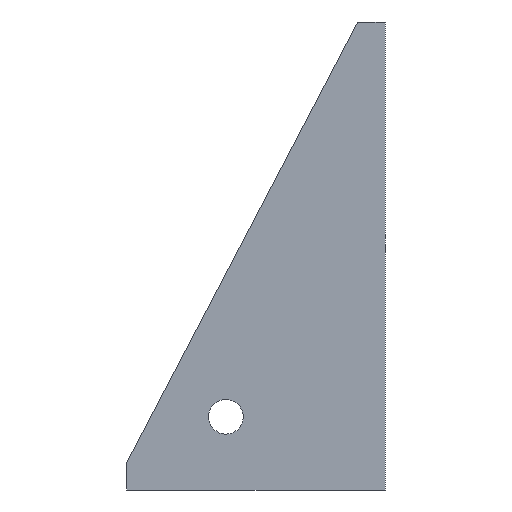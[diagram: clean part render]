
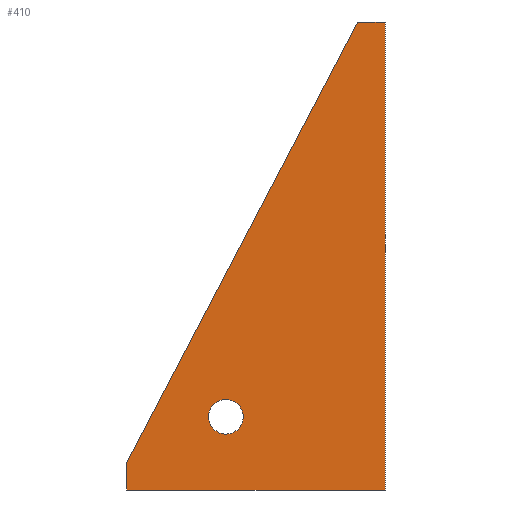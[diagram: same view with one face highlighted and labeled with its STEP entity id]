
A CAD part, front view. The second image highlights one B-rep face of the part: STEP entity #410.
In plain terms, the highlighted planar face has unit normal (0, -1, 0).
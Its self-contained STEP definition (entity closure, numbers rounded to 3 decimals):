
#17=CARTESIAN_POINT('',(0.,0.,0.));
#18=DIRECTION('',(0.,-1.,0.));
#19=DIRECTION('',(1.,0.,0.));
#20=AXIS2_PLACEMENT_3D('',#17,#18,#19);
#26=CARTESIAN_POINT('',(0.,0.,0.));
#27=DIRECTION('',(0.,-1.,0.));
#28=DIRECTION('',(-1.,0.,0.));
#29=AXIS2_PLACEMENT_3D('',#26,#27,#28);
#34=DIRECTION('',(0.,0.,1.));
#35=VECTOR('',#34,2.);
#36=CARTESIAN_POINT('',(-7.158,0.,-5.28));
#37=LINE('',#36,#35);
#41=DIRECTION('',(0.464,0.,0.886));
#42=VECTOR('',#41,35.881);
#43=CARTESIAN_POINT('',(-7.158,0.,-3.28));
#44=LINE('',#43,#42);
#48=DIRECTION('',(1.,0.,0.));
#49=VECTOR('',#48,2.);
#50=CARTESIAN_POINT('',(9.5,0.,28.5));
#51=LINE('',#50,#49);
#55=DIRECTION('',(0.,0.,-1.));
#56=VECTOR('',#55,33.78);
#57=CARTESIAN_POINT('',(11.5,0.,28.5));
#58=LINE('',#57,#56);
#62=DIRECTION('',(-1.,0.,0.));
#63=VECTOR('',#62,18.658);
#64=CARTESIAN_POINT('',(11.5,0.,-5.28));
#65=LINE('',#64,#63);
#331=CARTESIAN_POINT('',(1.25,0.,0.));
#332=CARTESIAN_POINT('',(-1.25,0.,0.));
#333=VERTEX_POINT('',#331);
#334=VERTEX_POINT('',#332);
#339=CARTESIAN_POINT('',(11.5,0.,28.5));
#340=CARTESIAN_POINT('',(11.5,0.,-5.28));
#341=VERTEX_POINT('',#339);
#342=VERTEX_POINT('',#340);
#343=CARTESIAN_POINT('',(-7.158,0.,-5.28));
#344=VERTEX_POINT('',#343);
#371=CARTESIAN_POINT('',(-7.158,0.,-3.28));
#373=VERTEX_POINT('',#371);
#385=CARTESIAN_POINT('',(9.5,0.,28.5));
#386=VERTEX_POINT('',#385);
#387=CARTESIAN_POINT('',(0.,0.,0.));
#388=DIRECTION('',(0.,1.,0.));
#389=DIRECTION('',(1.,0.,0.));
#390=AXIS2_PLACEMENT_3D('',#387,#388,#389);
#391=PLANE('',#390);
#393=ORIENTED_EDGE('',*,*,#392,.T.);
#395=ORIENTED_EDGE('',*,*,#394,.T.);
#397=ORIENTED_EDGE('',*,*,#396,.T.);
#399=ORIENTED_EDGE('',*,*,#398,.T.);
#401=ORIENTED_EDGE('',*,*,#400,.T.);
#402=EDGE_LOOP('',(#393,#395,#397,#399,#401));
#403=FACE_OUTER_BOUND('',#402,.F.);
#405=ORIENTED_EDGE('',*,*,#404,.T.);
#407=ORIENTED_EDGE('',*,*,#406,.T.);
#408=EDGE_LOOP('',(#405,#407));
#409=FACE_BOUND('',#408,.F.);
#410=ADVANCED_FACE('',(#403,#409),#391,.F.);
#21=CIRCLE('',#20,1.25);
#30=CIRCLE('',#29,1.25);
#392=EDGE_CURVE('',#344,#373,#37,.T.);
#394=EDGE_CURVE('',#373,#386,#44,.T.);
#396=EDGE_CURVE('',#386,#341,#51,.T.);
#398=EDGE_CURVE('',#341,#342,#58,.T.);
#400=EDGE_CURVE('',#342,#344,#65,.T.);
#404=EDGE_CURVE('',#333,#334,#21,.T.);
#406=EDGE_CURVE('',#334,#333,#30,.T.);
